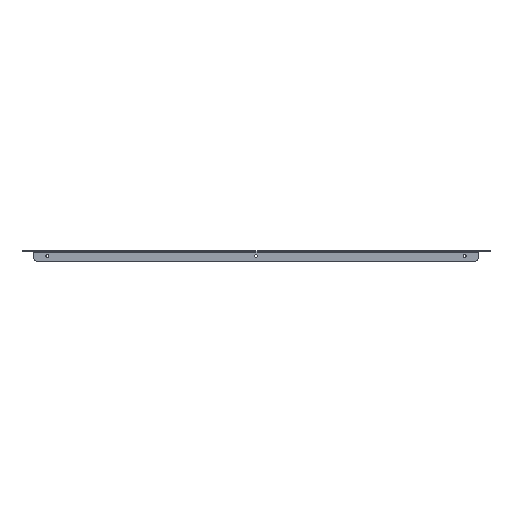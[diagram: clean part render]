
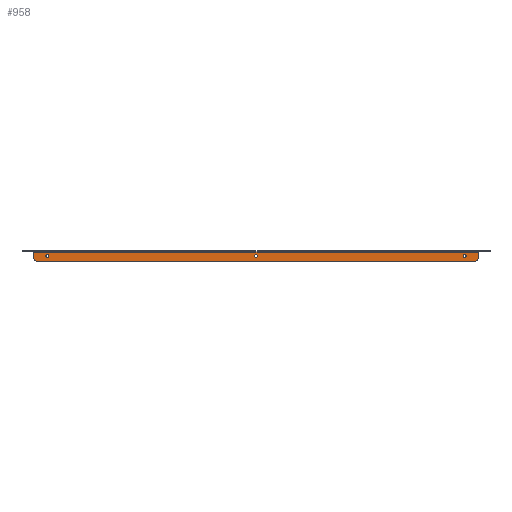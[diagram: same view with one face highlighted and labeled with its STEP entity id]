
A CAD part, front view. The second image highlights one B-rep face of the part: STEP entity #958.
In plain terms, the highlighted planar face has unit normal (0, -1, 0).
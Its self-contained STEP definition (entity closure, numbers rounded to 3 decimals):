
#36 = EDGE_CURVE ( 'NONE', #842, #2124, #687, .T. ) ;
#77 = CARTESIAN_POINT ( 'NONE',  ( -326.25, -249.8, 0. ) ) ;
#110 = DIRECTION ( 'NONE',  ( 0., 0., 1. ) ) ;
#116 = VECTOR ( 'NONE', #704, 1000. ) ;
#120 = LINE ( 'NONE', #1601, #977 ) ;
#137 = EDGE_CURVE ( 'NONE', #1896, #1896, #661, .T. ) ;
#171 = AXIS2_PLACEMENT_3D ( 'NONE', #1759, #2176, #110 ) ;
#198 = CIRCLE ( 'NONE', #1107, 2.1 ) ;
#241 = CARTESIAN_POINT ( 'NONE',  ( -328.796, -249.8, -0.919 ) ) ;
#263 = AXIS2_PLACEMENT_3D ( 'NONE', #995, #1379, #819 ) ;
#305 = DIRECTION ( 'NONE',  ( 0., 0., 1. ) ) ;
#322 = CARTESIAN_POINT ( 'NONE',  ( -326.25, -249.8, -10. ) ) ;
#353 = CARTESIAN_POINT ( 'NONE',  ( 326.25, -249.8, -10. ) ) ;
#604 = DIRECTION ( 'NONE',  ( 0., 0., 1. ) ) ;
#619 = FACE_OUTER_BOUND ( 'NONE', #2375, .T. ) ;
#621 = CARTESIAN_POINT ( 'NONE',  ( 306.25, -249.8, -5.4 ) ) ;
#644 = EDGE_CURVE ( 'NONE', #1652, #1652, #198, .T. ) ;
#661 = CIRCLE ( 'NONE', #171, 2.1 ) ;
#669 = DIRECTION ( 'NONE',  ( 1., 0., 0. ) ) ;
#670 = CARTESIAN_POINT ( 'NONE',  ( 326.25, -249.8, 0. ) ) ;
#687 = LINE ( 'NONE', #241, #1747 ) ;
#704 = DIRECTION ( 'NONE',  ( 0., 0., 1. ) ) ;
#713 = CARTESIAN_POINT ( 'NONE',  ( 0., -249.8, 0. ) ) ;
#801 = FACE_BOUND ( 'NONE', #2294, .T. ) ;
#819 = DIRECTION ( 'NONE',  ( 0., 0., 1. ) ) ;
#822 = AXIS2_PLACEMENT_3D ( 'NONE', #713, #2225, #1638 ) ;
#829 = CARTESIAN_POINT ( 'NONE',  ( 0., -249.8, -7.5 ) ) ;
#842 = VERTEX_POINT ( 'NONE', #1043 ) ;
#845 = EDGE_CURVE ( 'NONE', #1962, #1716, #2069, .T. ) ;
#869 = DIRECTION ( 'NONE',  ( 0., -1., 0. ) ) ;
#881 = ORIENTED_EDGE ( 'NONE', *, *, #2050, .T. ) ;
#884 = EDGE_CURVE ( 'NONE', #2078, #2124, #1172, .T. ) ;
#887 = LINE ( 'NONE', #77, #2416 ) ;
#933 = ORIENTED_EDGE ( 'NONE', *, *, #644, .T. ) ;
#949 = CARTESIAN_POINT ( 'NONE',  ( -321.25, -249.8, -15. ) ) ;
#958 = ADVANCED_FACE ( 'NONE', ( #801, #2247, #1056, #619 ), #1079, .F. ) ;
#977 = VECTOR ( 'NONE', #669, 1000. ) ;
#982 = ORIENTED_EDGE ( 'NONE', *, *, #137, .T. ) ;
#995 = CARTESIAN_POINT ( 'NONE',  ( 321.25, -249.8, -10. ) ) ;
#1043 = CARTESIAN_POINT ( 'NONE',  ( -326.25, -249.8, -0.919 ) ) ;
#1056 = FACE_BOUND ( 'NONE', #1317, .T. ) ;
#1079 = PLANE ( 'NONE',  #822 ) ;
#1107 = AXIS2_PLACEMENT_3D ( 'NONE', #829, #1179, #604 ) ;
#1129 = CARTESIAN_POINT ( 'NONE',  ( 321.25, -249.8, -15. ) ) ;
#1160 = ORIENTED_EDGE ( 'NONE', *, *, #36, .F. ) ;
#1172 = LINE ( 'NONE', #670, #116 ) ;
#1179 = DIRECTION ( 'NONE',  ( 0., 1., 0. ) ) ;
#1204 = DIRECTION ( 'NONE',  ( 0., 1., 0. ) ) ;
#1211 = VERTEX_POINT ( 'NONE', #1129 ) ;
#1267 = EDGE_CURVE ( 'NONE', #842, #1962, #887, .T. ) ;
#1317 = EDGE_LOOP ( 'NONE', ( #982 ) ) ;
#1347 = ORIENTED_EDGE ( 'NONE', *, *, #1925, .T. ) ;
#1379 = DIRECTION ( 'NONE',  ( 0., -1., 0. ) ) ;
#1389 = CARTESIAN_POINT ( 'NONE',  ( -306.25, -249.8, -7.5 ) ) ;
#1442 = AXIS2_PLACEMENT_3D ( 'NONE', #2185, #869, #305 ) ;
#1447 = CIRCLE ( 'NONE', #263, 5. ) ;
#1528 = DIRECTION ( 'NONE',  ( 1., 0., 0. ) ) ;
#1550 = DIRECTION ( 'NONE',  ( 0., 0., -1. ) ) ;
#1574 = DIRECTION ( 'NONE',  ( 0., 0., 1. ) ) ;
#1582 = CARTESIAN_POINT ( 'NONE',  ( -306.25, -249.8, -5.4 ) ) ;
#1587 = VERTEX_POINT ( 'NONE', #1582 ) ;
#1601 = CARTESIAN_POINT ( 'NONE',  ( 0., -249.8, -15. ) ) ;
#1638 = DIRECTION ( 'NONE',  ( 0., 0., 1. ) ) ;
#1652 = VERTEX_POINT ( 'NONE', #2325 ) ;
#1660 = ORIENTED_EDGE ( 'NONE', *, *, #1857, .T. ) ;
#1716 = VERTEX_POINT ( 'NONE', #949 ) ;
#1747 = VECTOR ( 'NONE', #1528, 1000. ) ;
#1759 = CARTESIAN_POINT ( 'NONE',  ( 306.25, -249.8, -7.5 ) ) ;
#1816 = EDGE_LOOP ( 'NONE', ( #933 ) ) ;
#1857 = EDGE_CURVE ( 'NONE', #1587, #1587, #2074, .T. ) ;
#1896 = VERTEX_POINT ( 'NONE', #621 ) ;
#1925 = EDGE_CURVE ( 'NONE', #1211, #2078, #1447, .T. ) ;
#1962 = VERTEX_POINT ( 'NONE', #322 ) ;
#2040 = CARTESIAN_POINT ( 'NONE',  ( 326.25, -249.8, -0.919 ) ) ;
#2050 = EDGE_CURVE ( 'NONE', #1716, #1211, #120, .T. ) ;
#2069 = CIRCLE ( 'NONE', #1442, 5. ) ;
#2074 = CIRCLE ( 'NONE', #2288, 2.1 ) ;
#2078 = VERTEX_POINT ( 'NONE', #353 ) ;
#2124 = VERTEX_POINT ( 'NONE', #2040 ) ;
#2176 = DIRECTION ( 'NONE',  ( 0., 1., 0. ) ) ;
#2185 = CARTESIAN_POINT ( 'NONE',  ( -321.25, -249.8, -10. ) ) ;
#2225 = DIRECTION ( 'NONE',  ( 0., 1., 0. ) ) ;
#2247 = FACE_BOUND ( 'NONE', #1816, .T. ) ;
#2288 = AXIS2_PLACEMENT_3D ( 'NONE', #1389, #1204, #1574 ) ;
#2294 = EDGE_LOOP ( 'NONE', ( #1660 ) ) ;
#2325 = CARTESIAN_POINT ( 'NONE',  ( 0., -249.8, -5.4 ) ) ;
#2373 = ORIENTED_EDGE ( 'NONE', *, *, #845, .T. ) ;
#2375 = EDGE_LOOP ( 'NONE', ( #2406, #2373, #881, #1347, #2403, #1160 ) ) ;
#2403 = ORIENTED_EDGE ( 'NONE', *, *, #884, .T. ) ;
#2406 = ORIENTED_EDGE ( 'NONE', *, *, #1267, .T. ) ;
#2416 = VECTOR ( 'NONE', #1550, 1000. ) ;
